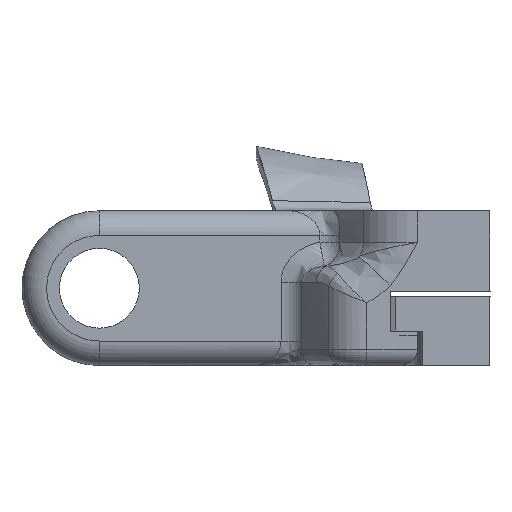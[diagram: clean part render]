
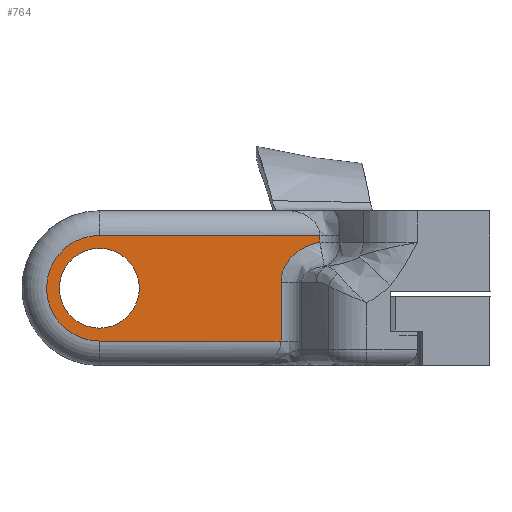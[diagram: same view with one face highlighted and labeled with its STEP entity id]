
A CAD part, front view. The second image highlights one B-rep face of the part: STEP entity #764.
In plain terms, the highlighted planar face has unit normal (0, -1, 0).
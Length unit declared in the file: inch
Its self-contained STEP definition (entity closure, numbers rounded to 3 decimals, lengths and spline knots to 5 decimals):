
#68=FACE_BOUND('',#1208,.T.);
#69=FACE_BOUND('',#1209,.T.);
#245=CIRCLE('',#3467,0.0975);
#246=CIRCLE('',#3468,0.12893);
#442=LINE('',#5637,#649);
#443=LINE('',#5640,#650);
#444=LINE('',#5649,#651);
#445=LINE('',#5651,#652);
#649=VECTOR('',#3908,1.);
#650=VECTOR('',#3909,1.);
#651=VECTOR('',#3910,1.);
#652=VECTOR('',#3911,1.);
#764=ADVANCED_FACE('',(#68,#69),#941,.T.);
#941=PLANE('',#3469);
#1208=EDGE_LOOP('',(#1666));
#1209=EDGE_LOOP('',(#1667,#1668,#1669,#1670,#1671,#1672));
#1666=ORIENTED_EDGE('',*,*,#2912,.F.);
#1667=ORIENTED_EDGE('',*,*,#2913,.T.);
#1668=ORIENTED_EDGE('',*,*,#2914,.T.);
#1669=ORIENTED_EDGE('',*,*,#2915,.T.);
#1670=ORIENTED_EDGE('',*,*,#2916,.T.);
#1671=ORIENTED_EDGE('',*,*,#2917,.T.);
#1672=ORIENTED_EDGE('',*,*,#2918,.T.);
#2571=VERTEX_POINT('',#5636);
#2572=VERTEX_POINT('',#5638);
#2573=VERTEX_POINT('',#5639);
#2574=VERTEX_POINT('',#5641);
#2575=VERTEX_POINT('',#5648);
#2576=VERTEX_POINT('',#5650);
#2577=VERTEX_POINT('',#5652);
#2912=EDGE_CURVE('',#2571,#2571,#245,.T.);
#2913=EDGE_CURVE('',#2572,#2573,#442,.T.);
#2914=EDGE_CURVE('',#2573,#2574,#443,.T.);
#2915=EDGE_CURVE('',#2574,#2575,#3311,.T.);
#2916=EDGE_CURVE('',#2575,#2576,#444,.T.);
#2917=EDGE_CURVE('',#2576,#2577,#445,.T.);
#2918=EDGE_CURVE('',#2577,#2572,#246,.T.);
#3311=B_SPLINE_CURVE_WITH_KNOTS('',3,(#5642,#5643,#5644,#5645,#5646,#5647),
 .UNSPECIFIED.,.F.,.F.,(4,2,4),(0.,0.5,1.),.UNSPECIFIED.);
#3467=AXIS2_PLACEMENT_3D('',#5635,#3906,#3907);
#3468=AXIS2_PLACEMENT_3D('',#5653,#3912,#3913);
#3469=AXIS2_PLACEMENT_3D('',#5654,#3914,#3915);
#3906=DIRECTION('',(0.,-1.,0.));
#3907=DIRECTION('',(1.,0.,0.));
#3908=DIRECTION('',(1.,0.,0.));
#3909=DIRECTION('',(0.,0.,1.));
#3910=DIRECTION('',(0.,0.,1.));
#3911=DIRECTION('',(-1.,0.,0.));
#3912=DIRECTION('',(0.,-1.,0.));
#3913=DIRECTION('',(0.,0.,-1.));
#3914=DIRECTION('',(0.,-1.,0.));
#3915=DIRECTION('',(0.,0.,-1.));
#5635=CARTESIAN_POINT('',(-0.375,-0.62221,0.00793));
#5636=CARTESIAN_POINT('',(-0.2775,-0.62221,0.00793));
#5637=CARTESIAN_POINT('',(0.10155,-0.62221,-0.121));
#5638=CARTESIAN_POINT('',(-0.375,-0.62221,-0.121));
#5639=CARTESIAN_POINT('',(0.0684,-0.62221,-0.121));
#5640=CARTESIAN_POINT('',(0.0684,-0.62221,0.0223));
#5641=CARTESIAN_POINT('',(0.0684,-0.62221,0.0223));
#5642=CARTESIAN_POINT('',(0.0684,-0.62221,0.0223));
#5643=CARTESIAN_POINT('',(0.0684,-0.62221,0.04731));
#5644=CARTESIAN_POINT('',(0.08015,-0.62221,0.07116));
#5645=CARTESIAN_POINT('',(0.11581,-0.62221,0.10511));
#5646=CARTESIAN_POINT('',(0.13896,-0.62221,0.11564));
#5647=CARTESIAN_POINT('',(0.16343,-0.62221,0.12));
#5648=CARTESIAN_POINT('',(0.16343,-0.62221,0.12));
#5649=CARTESIAN_POINT('',(0.16343,-0.62221,0.00793));
#5650=CARTESIAN_POINT('',(0.16343,-0.62221,0.13685));
#5651=CARTESIAN_POINT('',(-0.375,-0.62221,0.13685));
#5652=CARTESIAN_POINT('',(-0.375,-0.62221,0.13685));
#5653=CARTESIAN_POINT('',(-0.375,-0.62221,0.00793));
#5654=CARTESIAN_POINT('',(-0.375,-0.62221,0.00793));
